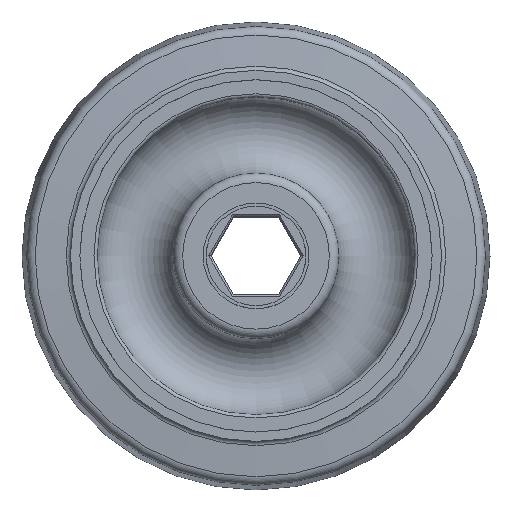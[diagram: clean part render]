
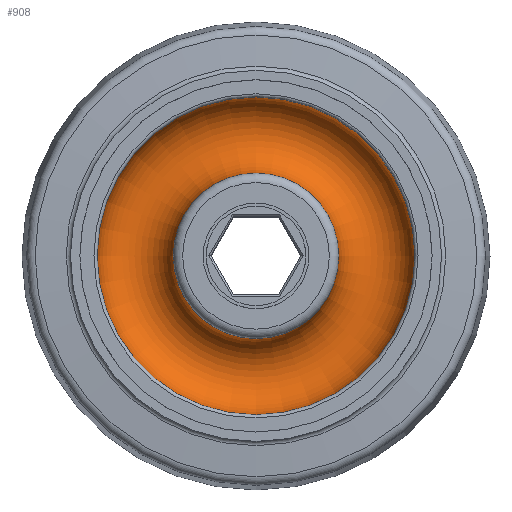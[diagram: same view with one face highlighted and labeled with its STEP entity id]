
A CAD part, top view. The second image highlights one B-rep face of the part: STEP entity #908.
In plain terms, the highlighted toroidal (fillet/blend) face has major radius 19.668 mm and minor radius 6.223 mm.
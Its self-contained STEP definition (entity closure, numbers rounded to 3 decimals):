
#181=FACE_OUTER_BOUND('',#237,.T.);
#237=EDGE_LOOP('',(#625,#626,#627,#628,#629,#630));
#309=CIRCLE('',#990,25.881);
#310=CIRCLE('',#991,6.223);
#311=CIRCLE('',#992,13.459);
#312=CIRCLE('',#993,13.459);
#313=CIRCLE('',#994,25.881);
#391=VERTEX_POINT('',#1462);
#392=VERTEX_POINT('',#1463);
#393=VERTEX_POINT('',#1465);
#394=VERTEX_POINT('',#1467);
#486=EDGE_CURVE('',#391,#392,#309,.T.);
#487=EDGE_CURVE('',#392,#393,#310,.T.);
#488=EDGE_CURVE('',#393,#394,#311,.T.);
#489=EDGE_CURVE('',#394,#393,#312,.T.);
#490=EDGE_CURVE('',#392,#391,#313,.T.);
#625=ORIENTED_EDGE('',*,*,#486,.T.);
#626=ORIENTED_EDGE('',*,*,#487,.T.);
#627=ORIENTED_EDGE('',*,*,#488,.T.);
#628=ORIENTED_EDGE('',*,*,#489,.T.);
#629=ORIENTED_EDGE('',*,*,#487,.F.);
#630=ORIENTED_EDGE('',*,*,#490,.T.);
#896=TOROIDAL_SURFACE('',#989,19.667,6.223);
#908=ADVANCED_FACE('',(#181),#896,.F.);
#989=AXIS2_PLACEMENT_3D('',#1461,#1134,#1135);
#990=AXIS2_PLACEMENT_3D('',#1464,#1136,#1137);
#991=AXIS2_PLACEMENT_3D('',#1466,#1138,#1139);
#992=AXIS2_PLACEMENT_3D('',#1468,#1140,#1141);
#993=AXIS2_PLACEMENT_3D('',#1469,#1142,#1143);
#994=AXIS2_PLACEMENT_3D('',#1470,#1144,#1145);
#1134=DIRECTION('center_axis',(0.,0.,
-1.));
#1135=DIRECTION('ref_axis',(1.,0.,0.));
#1136=DIRECTION('center_axis',(0.,0.,1.));
#1137=DIRECTION('ref_axis',(1.,0.,0.));
#1138=DIRECTION('center_axis',(0.,-1.,0.));
#1139=DIRECTION('ref_axis',(-1.,0.,0.));
#1140=DIRECTION('center_axis',(0.,0.,-1.));
#1141=DIRECTION('ref_axis',(1.,0.,0.));
#1142=DIRECTION('center_axis',(0.,0.,-1.));
#1143=DIRECTION('ref_axis',(1.,0.,0.));
#1144=DIRECTION('center_axis',(0.,0.,1.));
#1145=DIRECTION('ref_axis',(1.,0.,0.));
#1461=CARTESIAN_POINT('Origin',(0.,0.,
11.049));
#1462=CARTESIAN_POINT('',(25.881,0.,10.697));
#1463=CARTESIAN_POINT('',(-25.881,0.,10.697));
#1464=CARTESIAN_POINT('Origin',(0.,0.,10.697));
#1465=CARTESIAN_POINT('',(-13.459,0.,11.467));
#1466=CARTESIAN_POINT('Origin',(-19.667,0.,
11.049));
#1467=CARTESIAN_POINT('',(13.459,0.,11.467));
#1468=CARTESIAN_POINT('Origin',(0.,0.,11.467));
#1469=CARTESIAN_POINT('Origin',(0.,0.,11.467));
#1470=CARTESIAN_POINT('Origin',(0.,0.,10.697));
